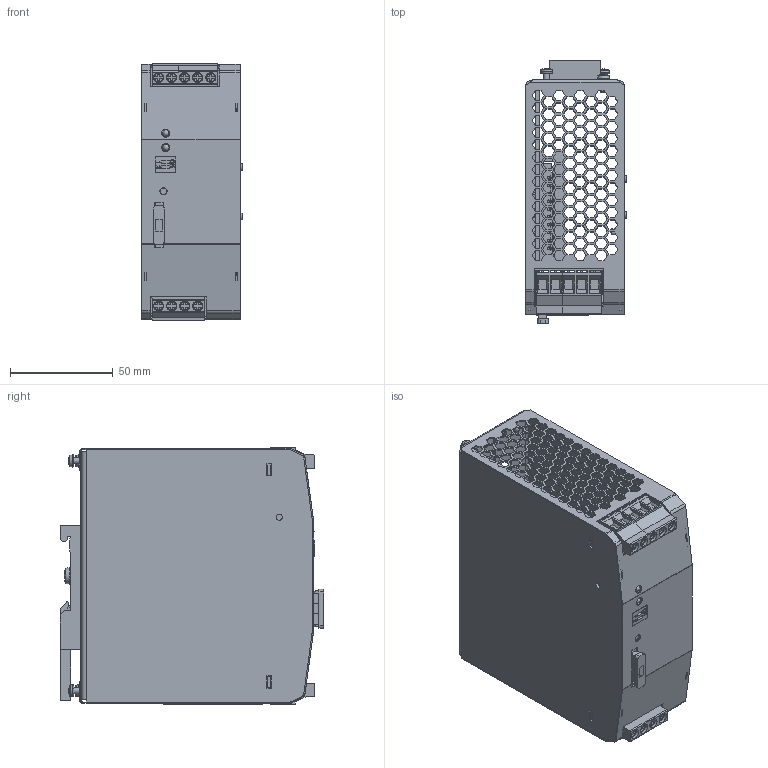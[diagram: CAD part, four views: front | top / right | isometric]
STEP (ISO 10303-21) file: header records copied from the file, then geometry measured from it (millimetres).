
FILE_DESCRIPTION(/* description */ ('Unknown'),/* implementation_level */ '2;1');
FILE_NAME(/* name */ 'TIB_240-124BCMU',/* time_stamp */ '2022-09-09T10:16:23+01:00',/* author */ ('Unknown'),/* organization */ ('Unknown'),/* preprocessor_version */ 'ST-DEVELOPER v16.7',/* originating_system */ 'Solid Edge',/* authorisation */ 'Unknown');
FILE_SCHEMA (('AUTOMOTIVE_DESIGN {1 0 10303 214 3 1 1}'));
Products named in the file (1): Part13
Bounding box: 49 x 128.29 x 125.17 mm (x, y, z)
Volume: 107879.4 mm3; surface area: 141635.6 mm2
Topology: 15 solids, 19 shells, 3378 faces, 9641 edges, 6357 vertices
Faces by surface type: plane 2895, cylinder 329, cone 50, torus 44, bspline 42, sphere 18
Full cylindrical faces by diameter (mm): 0.2 x4, 0.457 x1, 0.5 x8, 0.94 x4, 1.25 x10, 1.6 x9, 2 x1, 2.146 x2, 2.5 x2, 3 x9, 3.005 x9, 3.2 x7, 3.5 x9, 3.505 x1, 4 x5, 4.602 x9, 4.749 x9, 4.901 x9, 4.904 x9, 5.6 x1
Entity records: 112030 total; most frequent: CARTESIAN_POINT 24751, ORIENTED_EDGE 18592, DIRECTION 16419, EDGE_CURVE 9296, LINE 8133, VECTOR 8133, VERTEX_POINT 6254, EDGE_LOOP 4230
